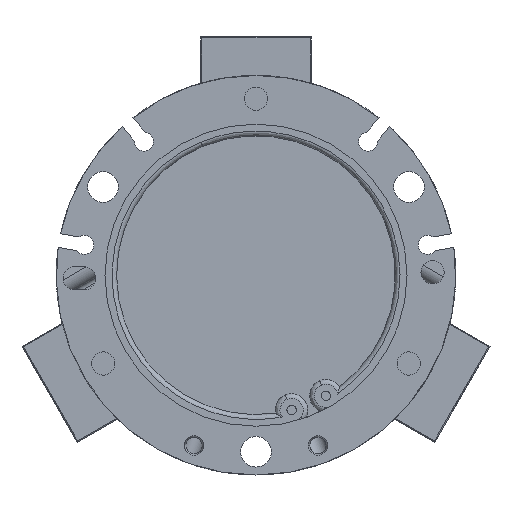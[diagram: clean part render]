
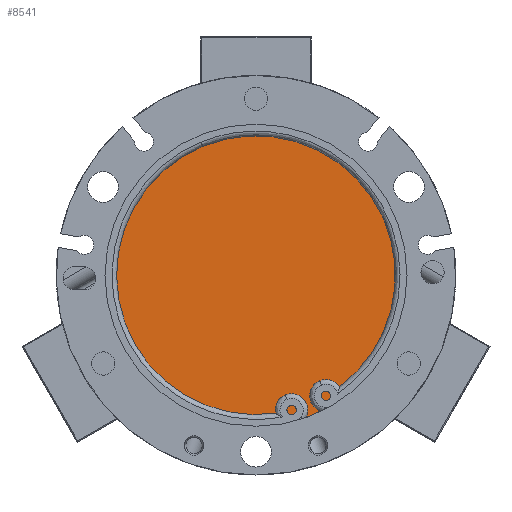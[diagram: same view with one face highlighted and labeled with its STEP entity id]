
A CAD part, front view. The second image highlights one B-rep face of the part: STEP entity #8541.
In plain terms, the highlighted planar face has unit normal (0, -1, 0).
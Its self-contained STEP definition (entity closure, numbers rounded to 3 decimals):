
#64 = CARTESIAN_POINT ( 'NONE',  ( 0., -56.4, 0. ) ) ;
#291 = FACE_OUTER_BOUND ( 'NONE', #7497, .T. ) ;
#344 = DIRECTION ( 'NONE',  ( -0.759, 0., -0.651 ) ) ;
#1115 = PLANE ( 'NONE',  #2146 ) ;
#1145 = CIRCLE ( 'NONE', #13279, 32.45 ) ;
#1394 = ORIENTED_EDGE ( 'NONE', *, *, #1532, .F. ) ;
#1532 = EDGE_CURVE ( 'NONE', #3551, #8097, #1145, .T. ) ;
#2146 = AXIS2_PLACEMENT_3D ( 'NONE', #64, #2147, #9439 ) ;
#2147 = DIRECTION ( 'NONE',  ( 0., 1., 0. ) ) ;
#2748 = ORIENTED_EDGE ( 'NONE', *, *, #6068, .F. ) ;
#3231 = AXIS2_PLACEMENT_3D ( 'NONE', #12844, #6626, #344 ) ;
#3490 = DIRECTION ( 'NONE',  ( -0.759, 0., -0.651 ) ) ;
#3551 = VERTEX_POINT ( 'NONE', #13402 ) ;
#6068 = EDGE_CURVE ( 'NONE', #8097, #3551, #7844, .T. ) ;
#6320 = CARTESIAN_POINT ( 'NONE',  ( 24.634, -56.4, 21.122 ) ) ;
#6626 = DIRECTION ( 'NONE',  ( 0., 1., 0. ) ) ;
#7497 = EDGE_LOOP ( 'NONE', ( #1394, #2748 ) ) ;
#7844 = CIRCLE ( 'NONE', #3231, 32.45 ) ;
#8097 = VERTEX_POINT ( 'NONE', #6320 ) ;
#8541 = ADVANCED_FACE ( 'NONE', ( #291 ), #1115, .F. ) ;
#9439 = DIRECTION ( 'NONE',  ( -0.759, 0., -0.651 ) ) ;
#12303 = DIRECTION ( 'NONE',  ( 0., 1., 0. ) ) ;
#12844 = CARTESIAN_POINT ( 'NONE',  ( 0., -56.4, 0. ) ) ;
#12964 = CARTESIAN_POINT ( 'NONE',  ( 0., -56.4, 0. ) ) ;
#13279 = AXIS2_PLACEMENT_3D ( 'NONE', #12964, #12303, #3490 ) ;
#13402 = CARTESIAN_POINT ( 'NONE',  ( -24.634, -56.4, -21.122 ) ) ;
